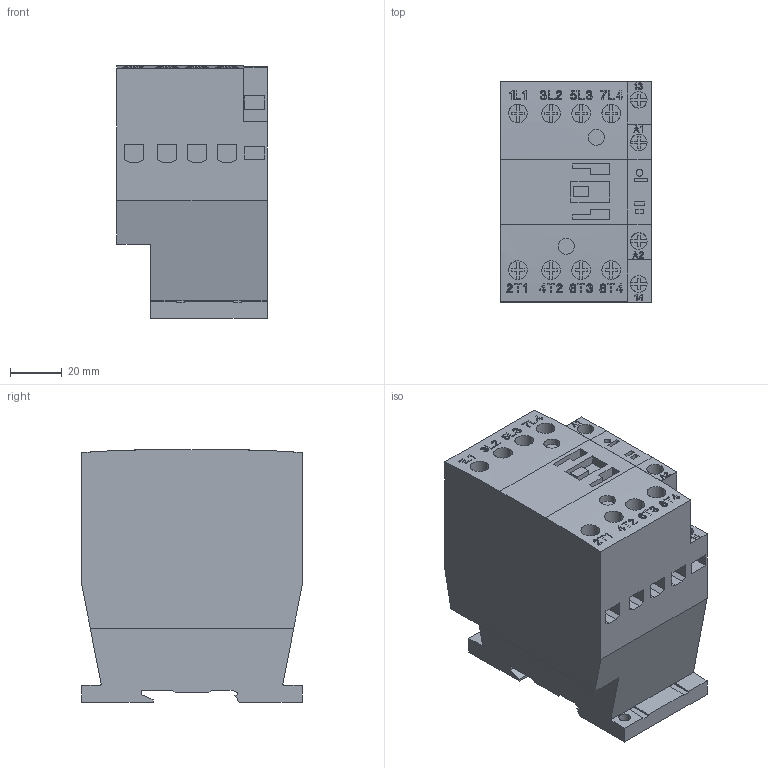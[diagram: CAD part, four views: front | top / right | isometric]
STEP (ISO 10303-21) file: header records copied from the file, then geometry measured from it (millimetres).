
FILE_DESCRIPTION(('Creo Elements/Direct Modeling STEP Export'),'2;1');
FILE_NAME('9008200167.stp','2014-02-05T 7:47:21',(''),(''),'Creo Elements/Direct Modeling STEP processor for AP214 (Solid Model)','Creo Elements/Direct Modeling 17.0C 05-Feb-2011 (C) Parametric Technology GmbH','');
FILE_SCHEMA(('AUTOMOTIVE_DESIGN { 1 0 10303 214 1 1 1 1 }'));
Length unit declared in the file: millimetre
Products named in the file (1): 9008200167
Bounding box: 58 x 85 x 97.4 mm (x, y, z)
Volume: 406581.7 mm3; surface area: 45606 mm2
Topology: 1 solids, 1 shells, 404 faces, 1863 edges, 1536 vertices
Faces by surface type: plane 330, cylinder 74
Entity records: 23751 total; most frequent: CARTESIAN_POINT 4460, ORIENTED_EDGE 3726, DIRECTION 3215, EDGE_CURVE 1863, VERTEX_POINT 1536, VECTOR 1097, LINE 1097, AXIS2_PLACEMENT_3D 1059
